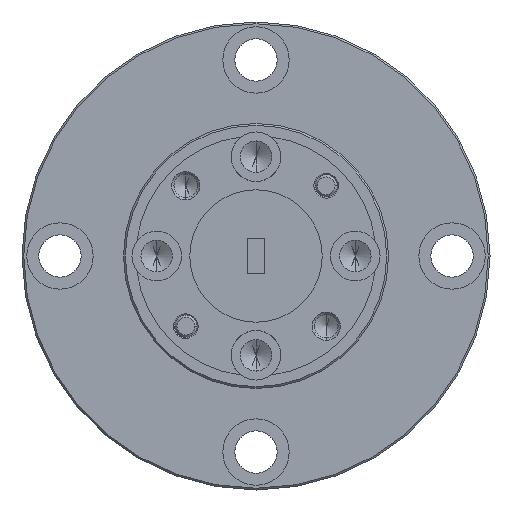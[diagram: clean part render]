
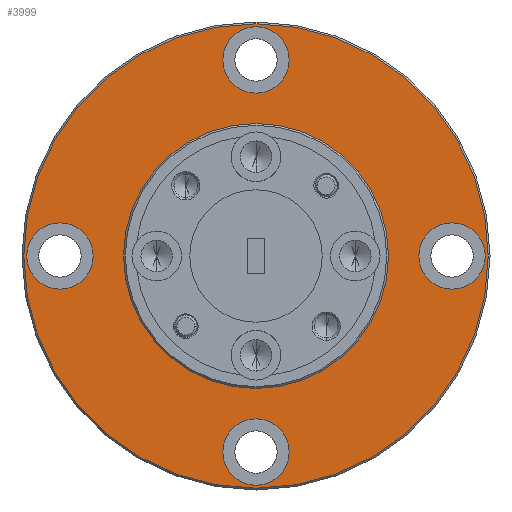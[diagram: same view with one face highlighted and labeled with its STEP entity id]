
A CAD part, left-side view. The second image highlights one B-rep face of the part: STEP entity #3999.
In plain terms, the highlighted planar face has unit normal (-1, 0, 0).
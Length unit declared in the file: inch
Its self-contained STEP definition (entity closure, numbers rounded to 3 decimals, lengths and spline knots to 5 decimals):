
#55 = VERTEX_POINT ( 'NONE', #888 ) ;
#60 = EDGE_CURVE ( 'NONE', #1388, #6703, #7930, .T. ) ;
#111 = DIRECTION ( 'NONE',  ( -1., 0., 0. ) ) ;
#215 = AXIS2_PLACEMENT_3D ( 'NONE', #3392, #4071, #7751 ) ;
#459 = CIRCLE ( 'NONE', #3079, 0.094 ) ;
#472 = DIRECTION ( 'NONE',  ( -1., 0., 0. ) ) ;
#494 = CARTESIAN_POINT ( 'NONE',  ( -0.44, -0.555, 0.094 ) ) ;
#584 = AXIS2_PLACEMENT_3D ( 'NONE', #2280, #2253, #2177 ) ;
#595 = DIRECTION ( 'NONE',  ( 0., 0., 1. ) ) ;
#711 = AXIS2_PLACEMENT_3D ( 'NONE', #4364, #3095, #595 ) ;
#855 = AXIS2_PLACEMENT_3D ( 'NONE', #5144, #7643, #1506 ) ;
#888 = CARTESIAN_POINT ( 'NONE',  ( -0.44, 0., -0.461 ) ) ;
#914 = CARTESIAN_POINT ( 'NONE',  ( -0.44, 0., 0.649 ) ) ;
#1041 = AXIS2_PLACEMENT_3D ( 'NONE', #7249, #3569, #1090 ) ;
#1090 = DIRECTION ( 'NONE',  ( 0., 0., 1. ) ) ;
#1095 = ORIENTED_EDGE ( 'NONE', *, *, #7123, .T. ) ;
#1117 = CARTESIAN_POINT ( 'NONE',  ( -0.44, 0., -0.555 ) ) ;
#1215 = DIRECTION ( 'NONE',  ( -1., 0., 0. ) ) ;
#1229 = CARTESIAN_POINT ( 'NONE',  ( -0.44, 0.555, -0.094 ) ) ;
#1388 = VERTEX_POINT ( 'NONE', #2070 ) ;
#1442 = FACE_OUTER_BOUND ( 'NONE', #7005, .T. ) ;
#1444 = EDGE_LOOP ( 'NONE', ( #3941, #5030 ) ) ;
#1469 = CARTESIAN_POINT ( 'NONE',  ( -0.44, 0., 0.555 ) ) ;
#1478 = FACE_BOUND ( 'NONE', #6479, .T. ) ;
#1506 = DIRECTION ( 'NONE',  ( 0., 0., 1. ) ) ;
#1675 = VERTEX_POINT ( 'NONE', #494 ) ;
#1959 = EDGE_CURVE ( 'NONE', #5335, #6816, #5626, .T. ) ;
#2024 = CIRCLE ( 'NONE', #3339, 0.094 ) ;
#2051 = DIRECTION ( 'NONE',  ( -1., 0., 0. ) ) ;
#2070 = CARTESIAN_POINT ( 'NONE',  ( -0.44, 0., 0.375 ) ) ;
#2177 = DIRECTION ( 'NONE',  ( 0., 0., 1. ) ) ;
#2253 = DIRECTION ( 'NONE',  ( -1., 0., 0. ) ) ;
#2280 = CARTESIAN_POINT ( 'NONE',  ( -0.44, 0.555, 0. ) ) ;
#2345 = EDGE_LOOP ( 'NONE', ( #7161, #4704 ) ) ;
#2352 = DIRECTION ( 'NONE',  ( -1., 0., 0. ) ) ;
#2364 = CARTESIAN_POINT ( 'NONE',  ( -0.44, 0., 0.555 ) ) ;
#2399 = CIRCLE ( 'NONE', #2677, 0.094 ) ;
#2620 = DIRECTION ( 'NONE',  ( 0., 0., 1. ) ) ;
#2626 = VERTEX_POINT ( 'NONE', #2878 ) ;
#2677 = AXIS2_PLACEMENT_3D ( 'NONE', #1117, #2352, #4300 ) ;
#2798 = CARTESIAN_POINT ( 'NONE',  ( -0.44, 0., 0.461 ) ) ;
#2809 = CARTESIAN_POINT ( 'NONE',  ( -0.44, 0., -0.375 ) ) ;
#2821 = ORIENTED_EDGE ( 'NONE', *, *, #1959, .F. ) ;
#2840 = CARTESIAN_POINT ( 'NONE',  ( -0.44, 0., -0.6575 ) ) ;
#2878 = CARTESIAN_POINT ( 'NONE',  ( -0.44, 0., -0.649 ) ) ;
#2956 = EDGE_LOOP ( 'NONE', ( #7606, #5800 ) ) ;
#3079 = AXIS2_PLACEMENT_3D ( 'NONE', #6383, #2051, #2620 ) ;
#3095 = DIRECTION ( 'NONE',  ( -1., 0., 0. ) ) ;
#3216 = EDGE_CURVE ( 'NONE', #1675, #3827, #3396, .T. ) ;
#3339 = AXIS2_PLACEMENT_3D ( 'NONE', #2364, #1215, #4918 ) ;
#3382 = DIRECTION ( 'NONE',  ( -1., 0., 0. ) ) ;
#3392 = CARTESIAN_POINT ( 'NONE',  ( -0.44, 0., 0. ) ) ;
#3396 = CIRCLE ( 'NONE', #3939, 0.094 ) ;
#3414 = FACE_BOUND ( 'NONE', #2956, .T. ) ;
#3482 = ORIENTED_EDGE ( 'NONE', *, *, #5902, .F. ) ;
#3544 = EDGE_CURVE ( 'NONE', #6122, #7852, #4604, .T. ) ;
#3563 = AXIS2_PLACEMENT_3D ( 'NONE', #4022, #3382, #7463 ) ;
#3564 = EDGE_CURVE ( 'NONE', #6703, #1388, #6764, .T. ) ;
#3569 = DIRECTION ( 'NONE',  ( -1., 0., 0. ) ) ;
#3678 = AXIS2_PLACEMENT_3D ( 'NONE', #7843, #5266, #7170 ) ;
#3783 = CARTESIAN_POINT ( 'NONE',  ( -0.44, 0., 0.6575 ) ) ;
#3827 = VERTEX_POINT ( 'NONE', #8060 ) ;
#3939 = AXIS2_PLACEMENT_3D ( 'NONE', #7332, #472, #6115 ) ;
#3941 = ORIENTED_EDGE ( 'NONE', *, *, #4456, .F. ) ;
#3999 = ADVANCED_FACE ( 'NONE', ( #4052, #7056, #5281, #1478, #1442, #3414 ), #5205, .T. ) ;
#4022 = CARTESIAN_POINT ( 'NONE',  ( -0.44, 0.555, 0. ) ) ;
#4034 = DIRECTION ( 'NONE',  ( 0., 0., 1. ) ) ;
#4052 = FACE_BOUND ( 'NONE', #4707, .T. ) ;
#4067 = EDGE_CURVE ( 'NONE', #2626, #55, #8013, .T. ) ;
#4071 = DIRECTION ( 'NONE',  ( 1., 0., 0. ) ) ;
#4169 = CARTESIAN_POINT ( 'NONE',  ( -0.44, 0.555, 0.094 ) ) ;
#4241 = EDGE_CURVE ( 'NONE', #7865, #5775, #2024, .T. ) ;
#4272 = AXIS2_PLACEMENT_3D ( 'NONE', #1469, #5819, #4034 ) ;
#4300 = DIRECTION ( 'NONE',  ( 0., 0., 1. ) ) ;
#4364 = CARTESIAN_POINT ( 'NONE',  ( -0.44, 0., -0.555 ) ) ;
#4435 = CIRCLE ( 'NONE', #855, 0.6575 ) ;
#4456 = EDGE_CURVE ( 'NONE', #5775, #7865, #7760, .T. ) ;
#4604 = CIRCLE ( 'NONE', #1041, 0.6575 ) ;
#4704 = ORIENTED_EDGE ( 'NONE', *, *, #6891, .F. ) ;
#4707 = EDGE_LOOP ( 'NONE', ( #2821, #5460 ) ) ;
#4918 = DIRECTION ( 'NONE',  ( 0., 0., 1. ) ) ;
#5030 = ORIENTED_EDGE ( 'NONE', *, *, #4241, .F. ) ;
#5144 = CARTESIAN_POINT ( 'NONE',  ( -0.44, 0., 0. ) ) ;
#5205 = PLANE ( 'NONE',  #5529 ) ;
#5266 = DIRECTION ( 'NONE',  ( 1., 0., 0. ) ) ;
#5281 = FACE_BOUND ( 'NONE', #2345, .T. ) ;
#5335 = VERTEX_POINT ( 'NONE', #4169 ) ;
#5404 = EDGE_CURVE ( 'NONE', #6816, #5335, #7505, .T. ) ;
#5460 = ORIENTED_EDGE ( 'NONE', *, *, #5404, .F. ) ;
#5529 = AXIS2_PLACEMENT_3D ( 'NONE', #5704, #111, #6969 ) ;
#5626 = CIRCLE ( 'NONE', #3563, 0.094 ) ;
#5704 = CARTESIAN_POINT ( 'NONE',  ( -0.44, 0.6625, 0. ) ) ;
#5775 = VERTEX_POINT ( 'NONE', #914 ) ;
#5800 = ORIENTED_EDGE ( 'NONE', *, *, #60, .T. ) ;
#5819 = DIRECTION ( 'NONE',  ( -1., 0., 0. ) ) ;
#5902 = EDGE_CURVE ( 'NONE', #55, #2626, #2399, .T. ) ;
#6115 = DIRECTION ( 'NONE',  ( 0., 0., 1. ) ) ;
#6122 = VERTEX_POINT ( 'NONE', #2840 ) ;
#6383 = CARTESIAN_POINT ( 'NONE',  ( -0.44, -0.555, 0. ) ) ;
#6479 = EDGE_LOOP ( 'NONE', ( #3482, #7546 ) ) ;
#6703 = VERTEX_POINT ( 'NONE', #2809 ) ;
#6764 = CIRCLE ( 'NONE', #3678, 0.375 ) ;
#6816 = VERTEX_POINT ( 'NONE', #1229 ) ;
#6891 = EDGE_CURVE ( 'NONE', #3827, #1675, #459, .T. ) ;
#6969 = DIRECTION ( 'NONE',  ( 0., 0., 1. ) ) ;
#7005 = EDGE_LOOP ( 'NONE', ( #7476, #1095 ) ) ;
#7056 = FACE_BOUND ( 'NONE', #1444, .T. ) ;
#7123 = EDGE_CURVE ( 'NONE', #7852, #6122, #4435, .T. ) ;
#7161 = ORIENTED_EDGE ( 'NONE', *, *, #3216, .F. ) ;
#7170 = DIRECTION ( 'NONE',  ( 0., 0., -1. ) ) ;
#7249 = CARTESIAN_POINT ( 'NONE',  ( -0.44, 0., 0. ) ) ;
#7332 = CARTESIAN_POINT ( 'NONE',  ( -0.44, -0.555, 0. ) ) ;
#7463 = DIRECTION ( 'NONE',  ( 0., 0., 1. ) ) ;
#7476 = ORIENTED_EDGE ( 'NONE', *, *, #3544, .T. ) ;
#7505 = CIRCLE ( 'NONE', #584, 0.094 ) ;
#7546 = ORIENTED_EDGE ( 'NONE', *, *, #4067, .F. ) ;
#7606 = ORIENTED_EDGE ( 'NONE', *, *, #3564, .T. ) ;
#7643 = DIRECTION ( 'NONE',  ( -1., 0., 0. ) ) ;
#7751 = DIRECTION ( 'NONE',  ( 0., 0., -1. ) ) ;
#7760 = CIRCLE ( 'NONE', #4272, 0.094 ) ;
#7843 = CARTESIAN_POINT ( 'NONE',  ( -0.44, 0., 0. ) ) ;
#7852 = VERTEX_POINT ( 'NONE', #3783 ) ;
#7865 = VERTEX_POINT ( 'NONE', #2798 ) ;
#7930 = CIRCLE ( 'NONE', #215, 0.375 ) ;
#8013 = CIRCLE ( 'NONE', #711, 0.094 ) ;
#8060 = CARTESIAN_POINT ( 'NONE',  ( -0.44, -0.555, -0.094 ) ) ;
